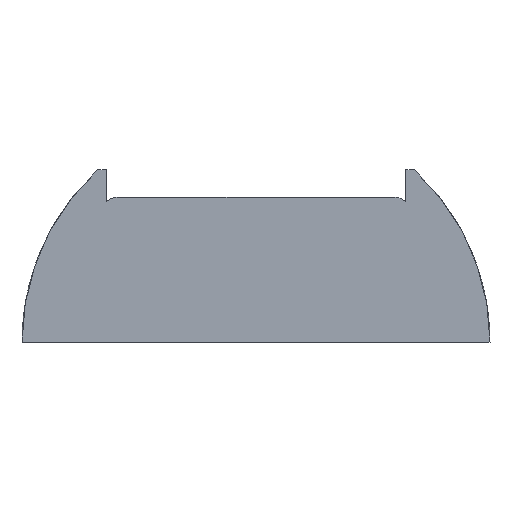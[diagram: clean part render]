
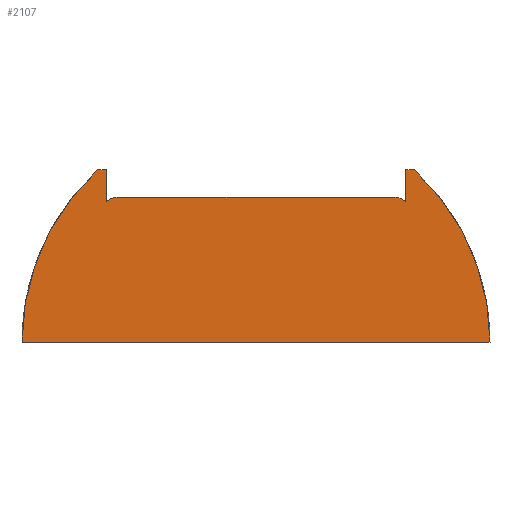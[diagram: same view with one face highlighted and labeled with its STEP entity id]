
A CAD part, front view. The second image highlights one B-rep face of the part: STEP entity #2107.
In plain terms, the highlighted planar face has unit normal (0, -1, 0).
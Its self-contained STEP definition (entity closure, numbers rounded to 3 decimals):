
#219=CIRCLE('',#2331,25.825);
#220=CIRCLE('',#2334,25.825);
#226=CIRCLE('',#2349,2.);
#227=CIRCLE('',#2351,2.);
#337=FACE_OUTER_BOUND('',#462,.T.);
#462=EDGE_LOOP('',(#1902,#1903,#1904,#1905,#1906,#1907,#1908,#1909,#1910,
#1911));
#477=LINE('',#3010,#647);
#616=LINE('',#3792,#786);
#621=LINE('',#3802,#791);
#623=LINE('',#3809,#793);
#625=LINE('',#3813,#795);
#628=LINE('',#3832,#798);
#647=VECTOR('',#2374,10.);
#786=VECTOR('',#2897,10.);
#791=VECTOR('',#2908,10.);
#793=VECTOR('',#2916,10.);
#795=VECTOR('',#2920,10.);
#798=VECTOR('',#2931,10.);
#817=VERTEX_POINT('',#3007);
#818=VERTEX_POINT('',#3009);
#998=VERTEX_POINT('',#3790);
#999=VERTEX_POINT('',#3791);
#1000=VERTEX_POINT('',#3796);
#1001=VERTEX_POINT('',#3800);
#1002=VERTEX_POINT('',#3804);
#1003=VERTEX_POINT('',#3808);
#1004=VERTEX_POINT('',#3812);
#1006=VERTEX_POINT('',#3831);
#1021=EDGE_CURVE('',#818,#817,#477,.T.);
#1289=EDGE_CURVE('',#998,#999,#616,.T.);
#1292=EDGE_CURVE('',#1000,#998,#219,.T.);
#1295=EDGE_CURVE('',#1000,#1001,#621,.T.);
#1296=EDGE_CURVE('',#1002,#1001,#220,.T.);
#1298=EDGE_CURVE('',#1003,#1002,#623,.T.);
#1300=EDGE_CURVE('',#1004,#999,#625,.T.);
#1305=EDGE_CURVE('',#1006,#1003,#628,.T.);
#1312=EDGE_CURVE('',#818,#1004,#226,.T.);
#1313=EDGE_CURVE('',#1006,#817,#227,.T.);
#1902=ORIENTED_EDGE('',*,*,#1300,.F.);
#1903=ORIENTED_EDGE('',*,*,#1312,.F.);
#1904=ORIENTED_EDGE('',*,*,#1021,.T.);
#1905=ORIENTED_EDGE('',*,*,#1313,.F.);
#1906=ORIENTED_EDGE('',*,*,#1305,.T.);
#1907=ORIENTED_EDGE('',*,*,#1298,.T.);
#1908=ORIENTED_EDGE('',*,*,#1296,.T.);
#1909=ORIENTED_EDGE('',*,*,#1295,.F.);
#1910=ORIENTED_EDGE('',*,*,#1292,.T.);
#1911=ORIENTED_EDGE('',*,*,#1289,.T.);
#1997=PLANE('',#2350);
#2107=ADVANCED_FACE('',(#337),#1997,.T.);
#2331=AXIS2_PLACEMENT_3D('',#3797,#2902,#2903);
#2334=AXIS2_PLACEMENT_3D('',#3805,#2911,#2912);
#2349=AXIS2_PLACEMENT_3D('',#3843,#2950,#2951);
#2350=AXIS2_PLACEMENT_3D('',#3844,#2952,#2953);
#2351=AXIS2_PLACEMENT_3D('',#3845,#2954,#2955);
#2374=DIRECTION('',(-1.,0.,0.));
#2897=DIRECTION('',(-1.,0.,0.));
#2902=DIRECTION('center_axis',(0.,-1.,0.));
#2903=DIRECTION('ref_axis',(-1.,0.,0.));
#2908=DIRECTION('',(-1.,0.,0.));
#2911=DIRECTION('center_axis',(0.,-1.,0.));
#2912=DIRECTION('ref_axis',(-1.,0.,0.));
#2916=DIRECTION('',(-1.,0.,0.));
#2920=DIRECTION('',(0.,0.,1.));
#2931=DIRECTION('',(0.,0.,1.));
#2950=DIRECTION('center_axis',(0.,1.,0.));
#2951=DIRECTION('ref_axis',(0.568,0.,0.823));
#2952=DIRECTION('center_axis',(0.,-1.,0.));
#2953=DIRECTION('ref_axis',(0.,0.,-1.));
#2954=DIRECTION('center_axis',(0.,1.,0.));
#2955=DIRECTION('ref_axis',(-0.565,0.,0.825));
#3007=CARTESIAN_POINT('',(-15.163,-19.,40.));
#3009=CARTESIAN_POINT('',(15.186,-19.,40.));
#3010=CARTESIAN_POINT('',(1.266,-19.,40.));
#3790=CARTESIAN_POINT('',(17.491,-19.,43.));
#3791=CARTESIAN_POINT('',(16.533,-19.,43.));
#3792=CARTESIAN_POINT('',(-3.75,-19.,43.));
#3796=CARTESIAN_POINT('',(25.825,-19.,24.));
#3797=CARTESIAN_POINT('Origin',(0.,-19.,24.));
#3800=CARTESIAN_POINT('',(-25.825,-19.,24.));
#3802=CARTESIAN_POINT('',(-14.,-19.,24.));
#3804=CARTESIAN_POINT('',(-17.491,-19.,43.));
#3805=CARTESIAN_POINT('Origin',(0.,-19.,24.));
#3808=CARTESIAN_POINT('',(-16.5,-19.,43.));
#3809=CARTESIAN_POINT('',(-15.745,-19.,43.));
#3812=CARTESIAN_POINT('',(16.533,-19.,39.479));
#3813=CARTESIAN_POINT('',(16.533,-19.,43.));
#3831=CARTESIAN_POINT('',(-16.5,-19.,39.487));
#3832=CARTESIAN_POINT('',(-16.5,-19.,41.5));
#3843=CARTESIAN_POINT('Origin',(15.186,-19.,38.));
#3844=CARTESIAN_POINT('Origin',(-14.,-19.,43.));
#3845=CARTESIAN_POINT('Origin',(-15.163,-19.,38.));
